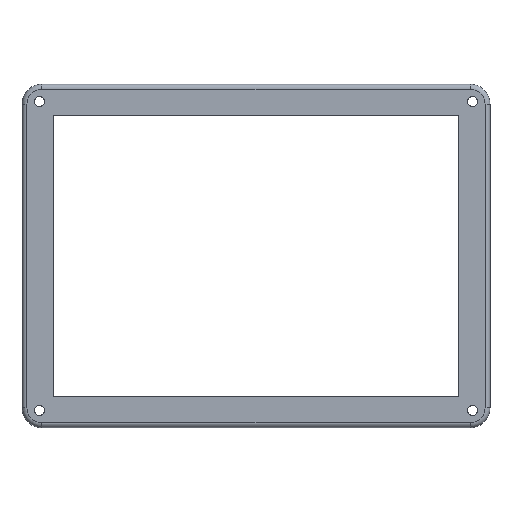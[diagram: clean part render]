
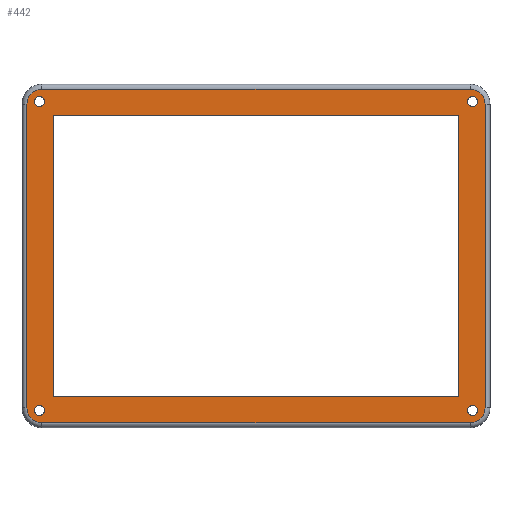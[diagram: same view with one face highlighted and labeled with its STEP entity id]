
A CAD part, top view. The second image highlights one B-rep face of the part: STEP entity #442.
In plain terms, the highlighted planar face has unit normal (0, 0, 1).
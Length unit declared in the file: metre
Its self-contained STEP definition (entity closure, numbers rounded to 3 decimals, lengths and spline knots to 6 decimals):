
#16=CIRCLE('',#476,0.001);
#18=CIRCLE('',#479,0.001);
#20=CIRCLE('',#482,0.001);
#22=CIRCLE('',#485,0.001);
#24=CIRCLE('',#490,0.003);
#25=CIRCLE('',#491,0.003);
#26=CIRCLE('',#492,0.003);
#27=CIRCLE('',#493,0.003);
#96=ORIENTED_EDGE('',*,*,#212,.T.);
#97=ORIENTED_EDGE('',*,*,#213,.T.);
#98=ORIENTED_EDGE('',*,*,#214,.T.);
#99=ORIENTED_EDGE('',*,*,#215,.T.);
#100=ORIENTED_EDGE('',*,*,#216,.T.);
#101=ORIENTED_EDGE('',*,*,#217,.T.);
#102=ORIENTED_EDGE('',*,*,#218,.T.);
#103=ORIENTED_EDGE('',*,*,#219,.T.);
#104=ORIENTED_EDGE('',*,*,#204,.F.);
#105=ORIENTED_EDGE('',*,*,#202,.F.);
#106=ORIENTED_EDGE('',*,*,#200,.F.);
#107=ORIENTED_EDGE('',*,*,#198,.F.);
#108=ORIENTED_EDGE('',*,*,#178,.F.);
#109=ORIENTED_EDGE('',*,*,#182,.F.);
#110=ORIENTED_EDGE('',*,*,#185,.T.);
#111=ORIENTED_EDGE('',*,*,#211,.T.);
#178=EDGE_CURVE('',#238,#239,#278,.T.);
#182=EDGE_CURVE('',#241,#238,#282,.T.);
#185=EDGE_CURVE('',#241,#243,#285,.T.);
#198=EDGE_CURVE('',#256,#256,#16,.T.);
#200=EDGE_CURVE('',#258,#258,#18,.T.);
#202=EDGE_CURVE('',#260,#260,#20,.T.);
#204=EDGE_CURVE('',#262,#262,#22,.T.);
#211=EDGE_CURVE('',#243,#239,#303,.T.);
#212=EDGE_CURVE('',#268,#269,#304,.F.);
#213=EDGE_CURVE('',#269,#270,#24,.T.);
#214=EDGE_CURVE('',#270,#271,#305,.T.);
#215=EDGE_CURVE('',#271,#272,#25,.T.);
#216=EDGE_CURVE('',#272,#273,#306,.T.);
#217=EDGE_CURVE('',#273,#274,#26,.T.);
#218=EDGE_CURVE('',#274,#275,#307,.F.);
#219=EDGE_CURVE('',#275,#268,#27,.T.);
#238=VERTEX_POINT('',#671);
#239=VERTEX_POINT('',#673);
#241=VERTEX_POINT('',#679);
#243=VERTEX_POINT('',#685);
#256=VERTEX_POINT('',#716);
#258=VERTEX_POINT('',#721);
#260=VERTEX_POINT('',#726);
#262=VERTEX_POINT('',#731);
#268=VERTEX_POINT('',#748);
#269=VERTEX_POINT('',#749);
#270=VERTEX_POINT('',#751);
#271=VERTEX_POINT('',#753);
#272=VERTEX_POINT('',#755);
#273=VERTEX_POINT('',#757);
#274=VERTEX_POINT('',#759);
#275=VERTEX_POINT('',#761);
#278=LINE('',#672,#310);
#282=LINE('',#680,#314);
#285=LINE('',#686,#317);
#303=LINE('',#745,#335);
#304=LINE('',#747,#336);
#305=LINE('',#752,#337);
#306=LINE('',#756,#338);
#307=LINE('',#760,#339);
#310=VECTOR('',#529,1.);
#314=VECTOR('',#535,1.);
#317=VECTOR('',#540,1.);
#335=VECTOR('',#592,1.);
#336=VECTOR('',#595,1.);
#337=VECTOR('',#598,1.);
#338=VECTOR('',#601,1.);
#339=VECTOR('',#604,1.);
#356=EDGE_LOOP('',(#96,#97,#98,#99,#100,#101,#102,#103));
#357=EDGE_LOOP('',(#104));
#358=EDGE_LOOP('',(#105));
#359=EDGE_LOOP('',(#106));
#360=EDGE_LOOP('',(#107));
#361=EDGE_LOOP('',(#108,#109,#110,#111));
#396=FACE_BOUND('',#356,.T.);
#397=FACE_BOUND('',#357,.T.);
#398=FACE_BOUND('',#358,.T.);
#399=FACE_BOUND('',#359,.T.);
#400=FACE_BOUND('',#360,.T.);
#401=FACE_BOUND('',#361,.T.);
#428=PLANE('',#489);
#442=ADVANCED_FACE('',(#396,#397,#398,#399,#400,#401),#428,.T.);
#476=AXIS2_PLACEMENT_3D('',#715,#561,#562);
#479=AXIS2_PLACEMENT_3D('',#720,#567,#568);
#482=AXIS2_PLACEMENT_3D('',#725,#573,#574);
#485=AXIS2_PLACEMENT_3D('',#730,#579,#580);
#489=AXIS2_PLACEMENT_3D('',#746,#593,#594);
#490=AXIS2_PLACEMENT_3D('',#750,#596,#597);
#491=AXIS2_PLACEMENT_3D('',#754,#599,#600);
#492=AXIS2_PLACEMENT_3D('',#758,#602,#603);
#493=AXIS2_PLACEMENT_3D('',#762,#605,#606);
#529=DIRECTION('',(1.,0.,0.));
#535=DIRECTION('',(0.,-1.,0.));
#540=DIRECTION('',(1.,0.,0.));
#561=DIRECTION('',(0.,0.,1.));
#562=DIRECTION('',(1.,0.,0.));
#567=DIRECTION('',(0.,0.,1.));
#568=DIRECTION('',(1.,0.,0.));
#573=DIRECTION('',(0.,0.,1.));
#574=DIRECTION('',(1.,0.,0.));
#579=DIRECTION('',(0.,0.,1.));
#580=DIRECTION('',(1.,0.,0.));
#592=DIRECTION('',(0.,-1.,0.));
#593=DIRECTION('',(0.,0.,1.));
#594=DIRECTION('',(1.,0.,0.));
#595=DIRECTION('',(0.,-1.,0.));
#596=DIRECTION('',(0.,0.,1.));
#597=DIRECTION('',(1.,0.,0.));
#598=DIRECTION('',(-1.,0.,0.));
#599=DIRECTION('',(0.,0.,1.));
#600=DIRECTION('',(1.,0.,0.));
#601=DIRECTION('',(0.,-1.,0.));
#602=DIRECTION('',(0.,0.,1.));
#603=DIRECTION('',(1.,0.,0.));
#604=DIRECTION('',(-1.,0.,0.));
#605=DIRECTION('',(0.,0.,1.));
#606=DIRECTION('',(1.,0.,0.));
#671=CARTESIAN_POINT('',(-0.04075,-0.02825,0.002));
#672=CARTESIAN_POINT('',(0.,-0.02825,0.002));
#673=CARTESIAN_POINT('',(0.04075,-0.02825,0.002));
#679=CARTESIAN_POINT('',(-0.04075,0.02825,0.002));
#680=CARTESIAN_POINT('',(-0.04075,0.,0.002));
#685=CARTESIAN_POINT('',(0.04075,0.02825,0.002));
#686=CARTESIAN_POINT('',(0.,0.02825,0.002));
#715=CARTESIAN_POINT('',(0.0435,-0.031,0.002));
#716=CARTESIAN_POINT('',(0.0445,-0.031,0.002));
#720=CARTESIAN_POINT('',(-0.0435,-0.031,0.002));
#721=CARTESIAN_POINT('',(-0.0425,-0.031,0.002));
#725=CARTESIAN_POINT('',(0.0435,0.031,0.002));
#726=CARTESIAN_POINT('',(0.0445,0.031,0.002));
#730=CARTESIAN_POINT('',(-0.0435,0.031,0.002));
#731=CARTESIAN_POINT('',(-0.0425,0.031,0.002));
#745=CARTESIAN_POINT('',(0.04075,0.,0.002));
#746=CARTESIAN_POINT('',(0.,0.,0.002));
#747=CARTESIAN_POINT('',(0.046,0.,0.002));
#748=CARTESIAN_POINT('',(0.046,-0.0305,0.002));
#749=CARTESIAN_POINT('',(0.046,0.0305,0.002));
#750=CARTESIAN_POINT('',(0.043,0.0305,0.002));
#751=CARTESIAN_POINT('',(0.043,0.0335,0.002));
#752=CARTESIAN_POINT('',(-0.043,0.0335,0.002));
#753=CARTESIAN_POINT('',(-0.043,0.0335,0.002));
#754=CARTESIAN_POINT('',(-0.043,0.0305,0.002));
#755=CARTESIAN_POINT('',(-0.046,0.0305,0.002));
#756=CARTESIAN_POINT('',(-0.046,-0.0305,0.002));
#757=CARTESIAN_POINT('',(-0.046,-0.0305,0.002));
#758=CARTESIAN_POINT('',(-0.043,-0.0305,0.002));
#759=CARTESIAN_POINT('',(-0.043,-0.0335,0.002));
#760=CARTESIAN_POINT('',(0.,-0.0335,0.002));
#761=CARTESIAN_POINT('',(0.043,-0.0335,0.002));
#762=CARTESIAN_POINT('',(0.043,-0.0305,0.002));
